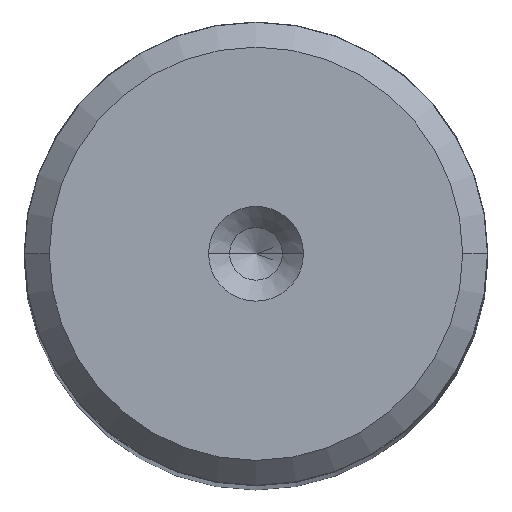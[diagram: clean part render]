
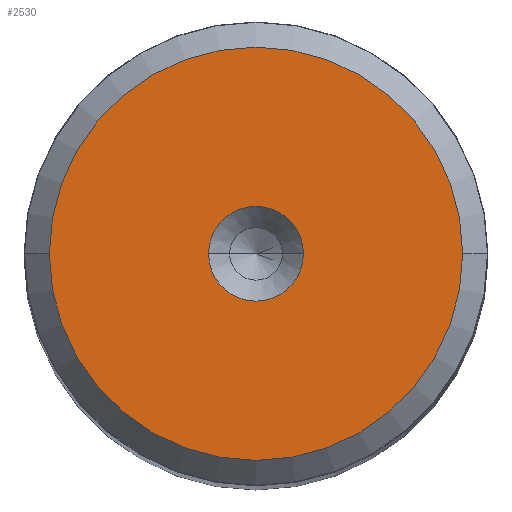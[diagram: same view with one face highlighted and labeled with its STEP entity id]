
A CAD part, top view. The second image highlights one B-rep face of the part: STEP entity #2530.
In plain terms, the highlighted planar face has unit normal (0, 0, 1).
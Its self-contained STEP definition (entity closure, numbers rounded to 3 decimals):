
#3 = FACE_BOUND ( 'NONE', #1949, .T. ) ;
#264 = VERTEX_POINT ( 'NONE', #1230 ) ;
#464 = DIRECTION ( 'NONE',  ( 0., 0., 1. ) ) ;
#489 = CIRCLE ( 'NONE', #1155, 2.25 ) ;
#602 = CARTESIAN_POINT ( 'NONE',  ( -2.25, 0., 120. ) ) ;
#613 = EDGE_CURVE ( 'NONE', #264, #705, #821, .T. ) ;
#641 = DIRECTION ( 'NONE',  ( 1., 0., 0. ) ) ;
#705 = VERTEX_POINT ( 'NONE', #1406 ) ;
#774 = AXIS2_PLACEMENT_3D ( 'NONE', #2512, #870, #1456 ) ;
#797 = DIRECTION ( 'NONE',  ( 0., 0., 1. ) ) ;
#806 = DIRECTION ( 'NONE',  ( 1., 0., 0. ) ) ;
#821 = CIRCLE ( 'NONE', #774, 9.809 ) ;
#860 = CIRCLE ( 'NONE', #1795, 2.25 ) ;
#870 = DIRECTION ( 'NONE',  ( 0., 0., 1. ) ) ;
#965 = VERTEX_POINT ( 'NONE', #602 ) ;
#1011 = DIRECTION ( 'NONE',  ( 0., 0., 1. ) ) ;
#1155 = AXIS2_PLACEMENT_3D ( 'NONE', #1217, #1011, #1238 ) ;
#1209 = PLANE ( 'NONE',  #2127 ) ;
#1217 = CARTESIAN_POINT ( 'NONE',  ( 0., 0., 120. ) ) ;
#1230 = CARTESIAN_POINT ( 'NONE',  ( 9.809, 0., 120. ) ) ;
#1238 = DIRECTION ( 'NONE',  ( 1., 0., 0. ) ) ;
#1406 = CARTESIAN_POINT ( 'NONE',  ( -9.809, 0., 120. ) ) ;
#1456 = DIRECTION ( 'NONE',  ( 1., 0., 0. ) ) ;
#1473 = CARTESIAN_POINT ( 'NONE',  ( 0., 0., 120. ) ) ;
#1493 = CARTESIAN_POINT ( 'NONE',  ( 0., 0., 120. ) ) ;
#1561 = EDGE_LOOP ( 'NONE', ( #2205, #2600 ) ) ;
#1632 = CIRCLE ( 'NONE', #2044, 9.809 ) ;
#1675 = EDGE_CURVE ( 'NONE', #2635, #965, #489, .T. ) ;
#1715 = DIRECTION ( 'NONE',  ( 0., 0., 1. ) ) ;
#1717 = ORIENTED_EDGE ( 'NONE', *, *, #1675, .F. ) ;
#1795 = AXIS2_PLACEMENT_3D ( 'NONE', #1473, #1715, #1927 ) ;
#1811 = CARTESIAN_POINT ( 'NONE',  ( 2.25, 0., 120. ) ) ;
#1927 = DIRECTION ( 'NONE',  ( 1., 0., 0. ) ) ;
#1949 = EDGE_LOOP ( 'NONE', ( #1717, #2536 ) ) ;
#2044 = AXIS2_PLACEMENT_3D ( 'NONE', #1493, #464, #641 ) ;
#2127 = AXIS2_PLACEMENT_3D ( 'NONE', #2642, #797, #806 ) ;
#2137 = FACE_OUTER_BOUND ( 'NONE', #1561, .T. ) ;
#2205 = ORIENTED_EDGE ( 'NONE', *, *, #2386, .T. ) ;
#2386 = EDGE_CURVE ( 'NONE', #705, #264, #1632, .T. ) ;
#2472 = EDGE_CURVE ( 'NONE', #965, #2635, #860, .T. ) ;
#2512 = CARTESIAN_POINT ( 'NONE',  ( 0., 0., 120. ) ) ;
#2530 = ADVANCED_FACE ( 'NONE', ( #3, #2137 ), #1209, .T. ) ;
#2536 = ORIENTED_EDGE ( 'NONE', *, *, #2472, .F. ) ;
#2600 = ORIENTED_EDGE ( 'NONE', *, *, #613, .T. ) ;
#2635 = VERTEX_POINT ( 'NONE', #1811 ) ;
#2642 = CARTESIAN_POINT ( 'NONE',  ( 0., 0., 120. ) ) ;
